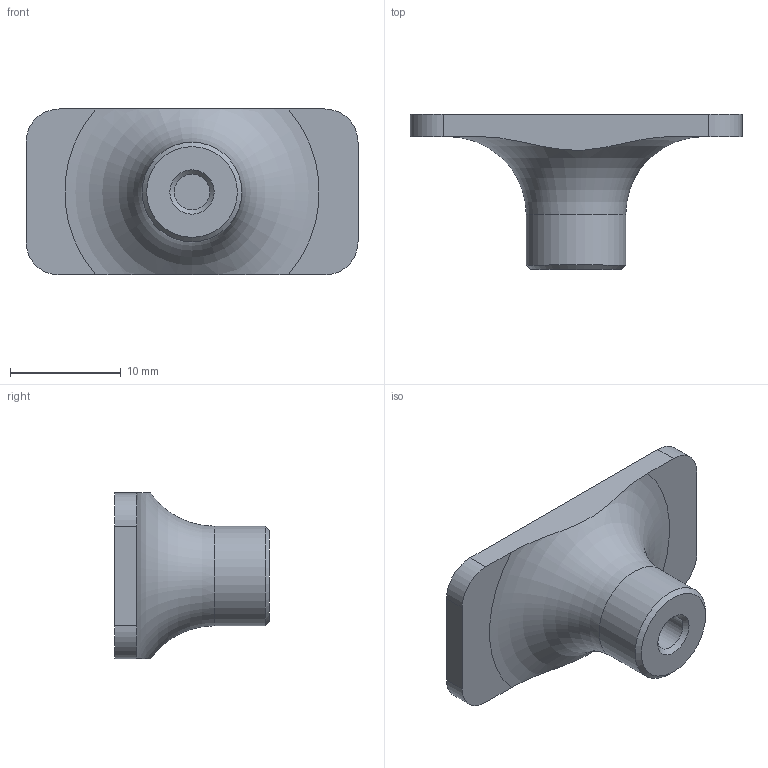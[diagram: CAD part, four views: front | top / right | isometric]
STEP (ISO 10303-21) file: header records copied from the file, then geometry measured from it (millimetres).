
FILE_DESCRIPTION(/* description */ (''),/* implementation_level */ '2;1');
FILE_NAME(/* name */ 'LevelMount.step',/* time_stamp */ '2021-06-11T21:42:55+02:00',/* author */ (''),/* organization */ (''),/* preprocessor_version */ 'ST-DEVELOPER v18.1',/* originating_system */ 'Autodesk Translation Framework v10.9.0.1377',/* authorisation */ '');
FILE_SCHEMA (('AUTOMOTIVE_DESIGN { 1 0 10303 214 3 1 1 }'));
Length unit declared in the file: millimetre
Products named in the file (1): LevelMount
Bounding box: 30 x 14 x 15 mm (x, y, z)
Volume: 1924.3 mm3; surface area: 1459.5 mm2
Topology: 1 solids, 1 shells, 18 faces, 43 edges, 28 vertices
Faces by surface type: plane 9, cylinder 6, cone 2, torus 1
Full cylindrical faces by diameter (mm): 3.2 x1, 9 x1
Entity records: 591 total; most frequent: CARTESIAN_POINT 125, DIRECTION 96, ORIENTED_EDGE 86, EDGE_CURVE 43, AXIS2_PLACEMENT_3D 37, VERTEX_POINT 28, LINE 22, VECTOR 22
